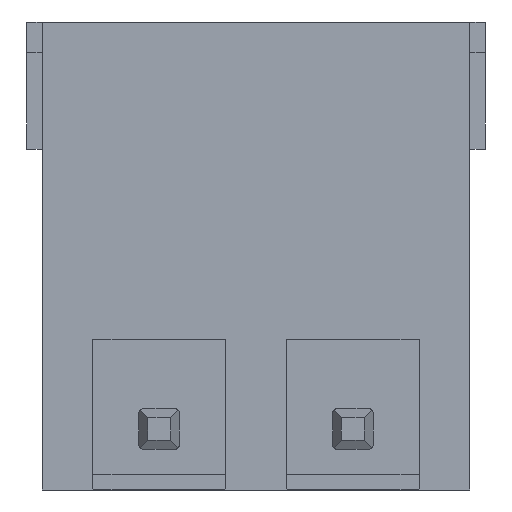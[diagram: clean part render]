
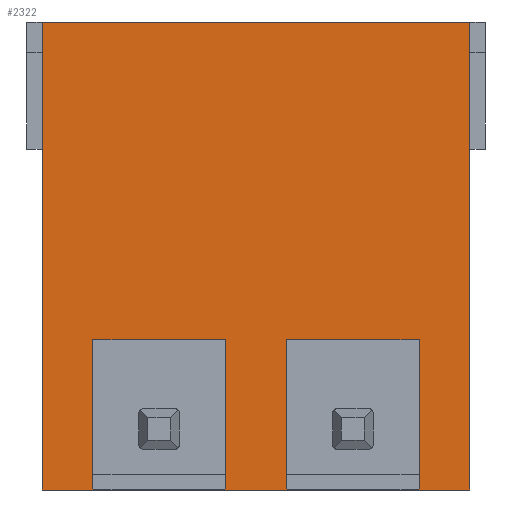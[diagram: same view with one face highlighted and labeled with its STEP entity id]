
A CAD part, front view. The second image highlights one B-rep face of the part: STEP entity #2322.
In plain terms, the highlighted planar face has unit normal (0, -1, 0).
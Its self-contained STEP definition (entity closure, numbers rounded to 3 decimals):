
#62 = LINE ( 'NONE', #2517, #3957 ) ;
#100 = LINE ( 'NONE', #511, #4043 ) ;
#190 = CARTESIAN_POINT ( 'NONE',  ( -0.605, 0., -4.6 ) ) ;
#227 = CARTESIAN_POINT ( 'NONE',  ( -3.205, 0., -1.65 ) ) ;
#260 = VECTOR ( 'NONE', #1239, 1000. ) ;
#273 = ORIENTED_EDGE ( 'NONE', *, *, #1951, .T. ) ;
#334 = CARTESIAN_POINT ( 'NONE',  ( 0.605, 0., -1.65 ) ) ;
#335 = CARTESIAN_POINT ( 'NONE',  ( -3.205, 0., -1.65 ) ) ;
#373 = DIRECTION ( 'NONE',  ( 0., 0., -1. ) ) ;
#399 = CARTESIAN_POINT ( 'NONE',  ( 3.205, 0., -1.65 ) ) ;
#511 = CARTESIAN_POINT ( 'NONE',  ( -4.205, 0., -4.6 ) ) ;
#627 = LINE ( 'NONE', #1780, #2500 ) ;
#741 = CARTESIAN_POINT ( 'NONE',  ( -3.205, 0., -4.6 ) ) ;
#872 = CARTESIAN_POINT ( 'NONE',  ( 0., 0., 0. ) ) ;
#876 = LINE ( 'NONE', #3007, #973 ) ;
#958 = VECTOR ( 'NONE', #4608, 1000. ) ;
#973 = VECTOR ( 'NONE', #4131, 1000. ) ;
#975 = EDGE_CURVE ( 'NONE', #2166, #1839, #62, .T. ) ;
#1106 = EDGE_CURVE ( 'NONE', #2013, #1839, #100, .T. ) ;
#1120 = EDGE_CURVE ( 'NONE', #1664, #2882, #3929, .T. ) ;
#1158 = VERTEX_POINT ( 'NONE', #5082 ) ;
#1239 = DIRECTION ( 'NONE',  ( 1., 0., 0. ) ) ;
#1405 = DIRECTION ( 'NONE',  ( 0., 0., -1. ) ) ;
#1459 = DIRECTION ( 'NONE',  ( 0., 0., -1. ) ) ;
#1509 = EDGE_CURVE ( 'NONE', #2882, #5641, #5320, .T. ) ;
#1524 = ORIENTED_EDGE ( 'NONE', *, *, #1897, .F. ) ;
#1664 = VERTEX_POINT ( 'NONE', #741 ) ;
#1729 = LINE ( 'NONE', #4616, #5650 ) ;
#1780 = CARTESIAN_POINT ( 'NONE',  ( -4.205, 0., 4.6 ) ) ;
#1796 = EDGE_LOOP ( 'NONE', ( #2044, #1524, #3468, #273, #3609, #4315, #3887, #4193, #5668, #5402, #4067, #4088 ) ) ;
#1839 = VERTEX_POINT ( 'NONE', #190 ) ;
#1872 = VECTOR ( 'NONE', #4377, 1000. ) ;
#1897 = EDGE_CURVE ( 'NONE', #1158, #2013, #1729, .T. ) ;
#1951 = EDGE_CURVE ( 'NONE', #3005, #3062, #3783, .T. ) ;
#1969 = VECTOR ( 'NONE', #2630, 1000. ) ;
#2013 = VERTEX_POINT ( 'NONE', #3828 ) ;
#2018 = FACE_OUTER_BOUND ( 'NONE', #1796, .T. ) ;
#2032 = LINE ( 'NONE', #3623, #3857 ) ;
#2044 = ORIENTED_EDGE ( 'NONE', *, *, #1106, .F. ) ;
#2059 = DIRECTION ( 'NONE',  ( 1., 0., 0. ) ) ;
#2077 = AXIS2_PLACEMENT_3D ( 'NONE', #872, #3208, #1459 ) ;
#2166 = VERTEX_POINT ( 'NONE', #4820 ) ;
#2196 = VERTEX_POINT ( 'NONE', #4026 ) ;
#2204 = CARTESIAN_POINT ( 'NONE',  ( -4.205, 0., -4.6 ) ) ;
#2322 = ADVANCED_FACE ( 'NONE', ( #2018 ), #5212, .T. ) ;
#2398 = EDGE_CURVE ( 'NONE', #3722, #3062, #2032, .T. ) ;
#2439 = CARTESIAN_POINT ( 'NONE',  ( -3.205, 0., -1.65 ) ) ;
#2481 = EDGE_CURVE ( 'NONE', #4149, #2166, #4045, .T. ) ;
#2500 = VECTOR ( 'NONE', #4921, 1000. ) ;
#2517 = CARTESIAN_POINT ( 'NONE',  ( -0.605, 0., -1.65 ) ) ;
#2525 = CARTESIAN_POINT ( 'NONE',  ( -4.205, 0., 4.6 ) ) ;
#2540 = CARTESIAN_POINT ( 'NONE',  ( 3.205, 0., -1.65 ) ) ;
#2630 = DIRECTION ( 'NONE',  ( -1., 0., 0. ) ) ;
#2743 = LINE ( 'NONE', #334, #4787 ) ;
#2775 = CARTESIAN_POINT ( 'NONE',  ( -4.205, 0., -4.6 ) ) ;
#2882 = VERTEX_POINT ( 'NONE', #2775 ) ;
#2897 = LINE ( 'NONE', #227, #958 ) ;
#3005 = VERTEX_POINT ( 'NONE', #399 ) ;
#3007 = CARTESIAN_POINT ( 'NONE',  ( 4.205, 0., 4.6 ) ) ;
#3062 = VERTEX_POINT ( 'NONE', #4743 ) ;
#3208 = DIRECTION ( 'NONE',  ( 0., -1., 0. ) ) ;
#3230 = EDGE_CURVE ( 'NONE', #5641, #2196, #627, .T. ) ;
#3299 = CARTESIAN_POINT ( 'NONE',  ( 4.205, 0., -4.6 ) ) ;
#3468 = ORIENTED_EDGE ( 'NONE', *, *, #5008, .T. ) ;
#3539 = DIRECTION ( 'NONE',  ( -1., 0., 0. ) ) ;
#3609 = ORIENTED_EDGE ( 'NONE', *, *, #2398, .F. ) ;
#3623 = CARTESIAN_POINT ( 'NONE',  ( -4.205, 0., -4.6 ) ) ;
#3722 = VERTEX_POINT ( 'NONE', #3299 ) ;
#3783 = LINE ( 'NONE', #2540, #1872 ) ;
#3828 = CARTESIAN_POINT ( 'NONE',  ( 0.605, 0., -4.6 ) ) ;
#3857 = VECTOR ( 'NONE', #4593, 1000. ) ;
#3887 = ORIENTED_EDGE ( 'NONE', *, *, #3230, .F. ) ;
#3929 = LINE ( 'NONE', #2204, #1969 ) ;
#3957 = VECTOR ( 'NONE', #373, 1000. ) ;
#4013 = EDGE_CURVE ( 'NONE', #4149, #1664, #2897, .T. ) ;
#4026 = CARTESIAN_POINT ( 'NONE',  ( 4.205, 0., 4.6 ) ) ;
#4043 = VECTOR ( 'NONE', #3539, 1000. ) ;
#4045 = LINE ( 'NONE', #335, #260 ) ;
#4067 = ORIENTED_EDGE ( 'NONE', *, *, #2481, .T. ) ;
#4088 = ORIENTED_EDGE ( 'NONE', *, *, #975, .T. ) ;
#4131 = DIRECTION ( 'NONE',  ( 0., 0., -1. ) ) ;
#4149 = VERTEX_POINT ( 'NONE', #2439 ) ;
#4193 = ORIENTED_EDGE ( 'NONE', *, *, #1509, .F. ) ;
#4203 = CARTESIAN_POINT ( 'NONE',  ( -4.205, 0., 4.6 ) ) ;
#4315 = ORIENTED_EDGE ( 'NONE', *, *, #5066, .F. ) ;
#4377 = DIRECTION ( 'NONE',  ( 0., 0., -1. ) ) ;
#4508 = DIRECTION ( 'NONE',  ( 0., 0., 1. ) ) ;
#4593 = DIRECTION ( 'NONE',  ( -1., 0., 0. ) ) ;
#4608 = DIRECTION ( 'NONE',  ( 0., 0., -1. ) ) ;
#4616 = CARTESIAN_POINT ( 'NONE',  ( 0.605, 0., -1.65 ) ) ;
#4743 = CARTESIAN_POINT ( 'NONE',  ( 3.205, 0., -4.6 ) ) ;
#4787 = VECTOR ( 'NONE', #2059, 1000. ) ;
#4820 = CARTESIAN_POINT ( 'NONE',  ( -0.605, 0., -1.65 ) ) ;
#4921 = DIRECTION ( 'NONE',  ( 1., 0., 0. ) ) ;
#5008 = EDGE_CURVE ( 'NONE', #1158, #3005, #2743, .T. ) ;
#5066 = EDGE_CURVE ( 'NONE', #2196, #3722, #876, .T. ) ;
#5082 = CARTESIAN_POINT ( 'NONE',  ( 0.605, 0., -1.65 ) ) ;
#5212 = PLANE ( 'NONE',  #2077 ) ;
#5307 = VECTOR ( 'NONE', #4508, 1000. ) ;
#5320 = LINE ( 'NONE', #4203, #5307 ) ;
#5402 = ORIENTED_EDGE ( 'NONE', *, *, #4013, .F. ) ;
#5641 = VERTEX_POINT ( 'NONE', #2525 ) ;
#5650 = VECTOR ( 'NONE', #1405, 1000. ) ;
#5668 = ORIENTED_EDGE ( 'NONE', *, *, #1120, .F. ) ;
